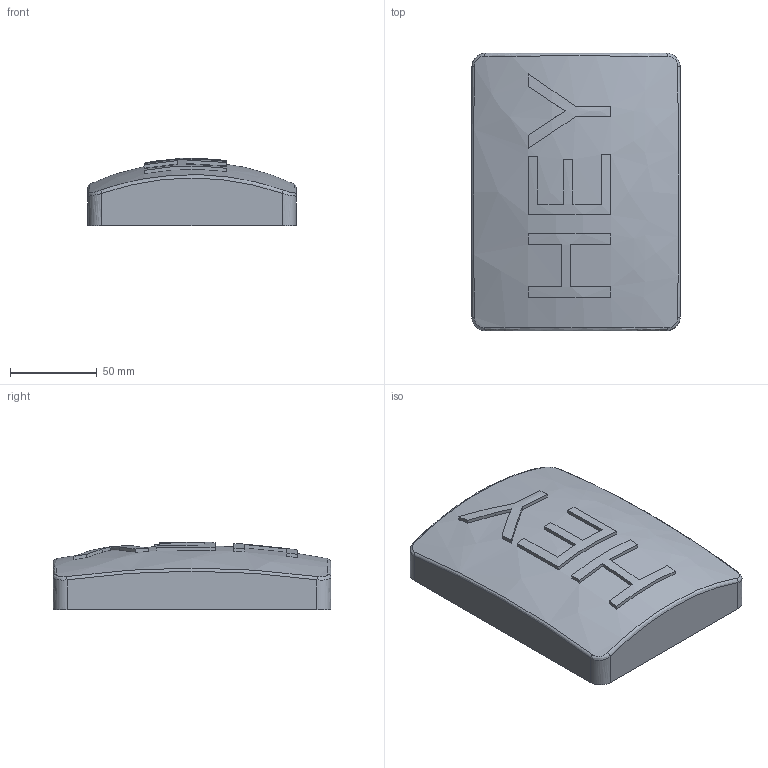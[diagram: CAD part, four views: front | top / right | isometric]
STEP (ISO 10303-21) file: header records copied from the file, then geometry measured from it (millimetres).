
FILE_DESCRIPTION(('FreeCAD Model'),'2;1');
FILE_NAME('deckel-step.step', '2020-12-06T16:36:09',(''),(''),'Open CASCADE STEP processor 7.4', 'FreeCAD','Unknown');
FILE_SCHEMA(('AUTOMOTIVE_DESIGN { 1 0 10303 214 1 1 1 1 }'));
Length unit declared in the file: millimetre
Products named in the file (1): Deckel_mit_Logo
Bounding box: 120 x 160 x 38.94 mm (x, y, z)
Volume: 128191.3 mm3; surface area: 66002.7 mm2
Topology: 1 solids, 1 shells, 89 faces, 229 edges, 150 vertices
Faces by surface type: extrusion 35, bspline 22, plane 21, cylinder 8, offset 3
Full cylindrical faces by diameter (mm): 10 x4
Entity records: 11679 total; most frequent: CARTESIAN_POINT 7404, ORIENTED_EDGE 458, PCURVE 458, DEFINITIONAL_REPRESENTATION 458, DIRECTION 453, VECTOR 351, B_SPLINE_CURVE_WITH_KNOTS 348, LINE 316
